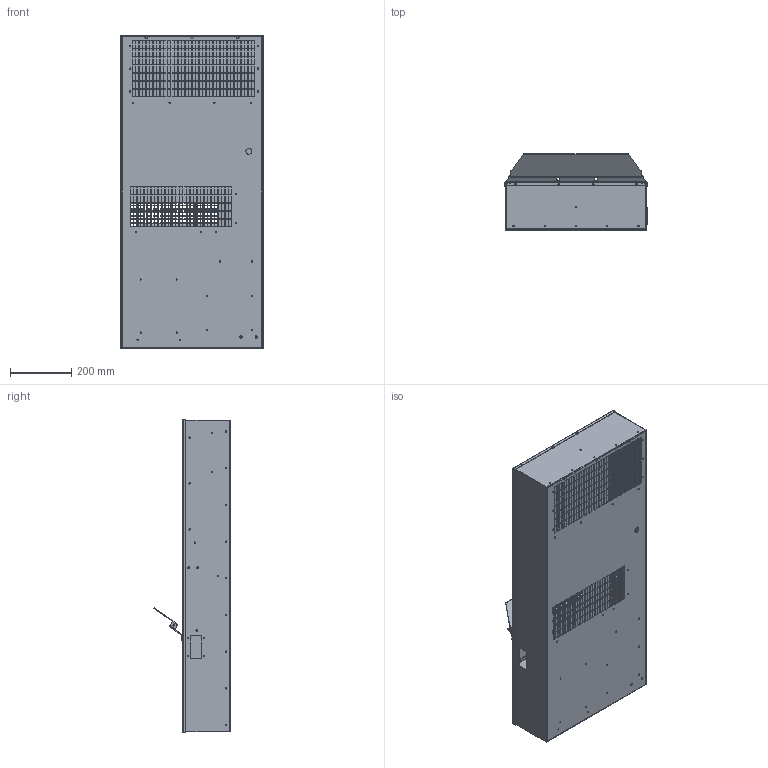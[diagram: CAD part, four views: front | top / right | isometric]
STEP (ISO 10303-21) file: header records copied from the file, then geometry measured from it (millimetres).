
FILE_DESCRIPTION((''),'2;1');
FILE_NAME('OC4107_COMPLETE_ASSEMBLY_ASM','2013-08-08T',('andreso'),(''),'PRO/ENGINEER BY PARAMETRIC TECHNOLOGY CORPORATION, 2010040','PRO/ENGINEER BY PARAMETRIC TECHNOLOGY CORPORATION, 2010040','');
FILE_SCHEMA(('CONFIG_CONTROL_DESIGN'));
Products named in the file (7): OC4107_CABINET; OC4107_COVER; OC4008_CABINET_INTAKE_BOX; OC4018A_ACCESS_PANEL; OC4108_LID_DEFLECTOR_PART2; OC4020_LID_DEFLECTOR_PART1; OC4107_COMPLETE_ASSEMBLY_ASM
Assembly tree (6 placements, depth 2):
  OC4107_COMPLETE_ASSEMBLY_ASM
    OC4107_CABINET
    OC4107_COVER
    OC4008_CABINET_INTAKE_BOX
    OC4018A_ACCESS_PANEL
    OC4108_LID_DEFLECTOR_PART2
    OC4020_LID_DEFLECTOR_PART1
Bounding box: 466.5 x 249.2 x 1025 mm (x, y, z)
Volume: 2572319.1 mm3; surface area: 2962601.8 mm2
Topology: 6 solids, 6 shells, 3455 faces, 10047 edges, 6602 vertices
Faces by surface type: plane 2978, cylinder 371, cone 60, bspline 30, torus 16
Entity records: 117013 total; most frequent: CARTESIAN_POINT 22291, ORIENTED_EDGE 20094, DIRECTION 17477, EDGE_CURVE 10047, VECTOR 9189, LINE 9189, VERTEX_POINT 6602, EDGE_LOOP 5035
